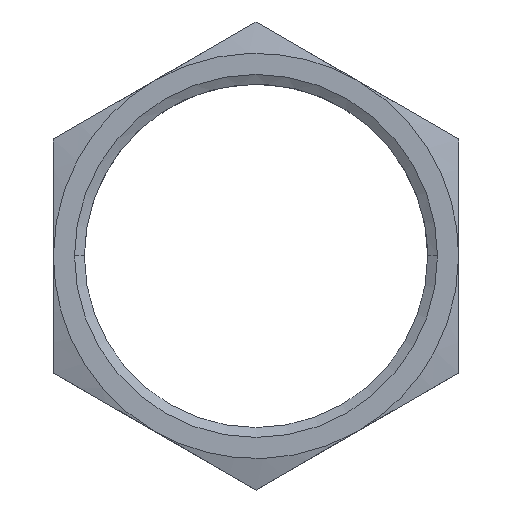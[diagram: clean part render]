
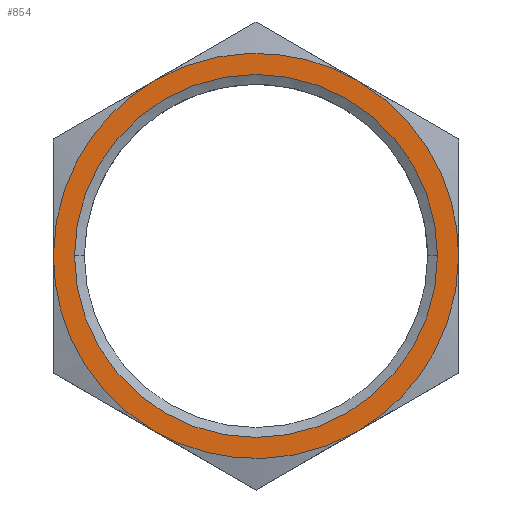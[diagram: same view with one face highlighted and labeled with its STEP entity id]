
A CAD part, top view. The second image highlights one B-rep face of the part: STEP entity #854.
In plain terms, the highlighted planar face has unit normal (0, 0, 1).
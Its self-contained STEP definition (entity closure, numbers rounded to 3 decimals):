
#275=AXIS2_PLACEMENT_3D('Circle Axis2P3D',#273,#274,$) ;
#742=AXIS2_PLACEMENT_3D('Circle Axis2P3D',#740,#741,$) ;
#756=AXIS2_PLACEMENT_3D('Plane Axis2P3D',#753,#754,#755) ;
#270=CARTESIAN_POINT('Vertex',(1.875,20.785,5.7)) ;
#273=CARTESIAN_POINT('Axis2P3D Location',(18.,20.785,5.7)) ;
#277=CARTESIAN_POINT('Vertex',(34.125,20.785,5.7)) ;
#385=CARTESIAN_POINT('Vertex',(9.,5.197,5.7)) ;
#454=CARTESIAN_POINT('Vertex',(0.,20.785,5.7)) ;
#523=CARTESIAN_POINT('Vertex',(9.,36.373,5.7)) ;
#592=CARTESIAN_POINT('Vertex',(27.,36.373,5.7)) ;
#661=CARTESIAN_POINT('Vertex',(36.,20.785,5.7)) ;
#713=CARTESIAN_POINT('Vertex',(27.,5.197,5.7)) ;
#740=CARTESIAN_POINT('Axis2P3D Location',(18.,20.785,5.7)) ;
#753=CARTESIAN_POINT('Axis2P3D Location',(18.,20.785,5.7)) ;
#759=CARTESIAN_POINT('Control Point',(36.,20.785,5.7)) ;
#760=CARTESIAN_POINT('Control Point',(36.,19.122,5.7)) ;
#761=CARTESIAN_POINT('Control Point',(35.808,17.46,5.7)) ;
#762=CARTESIAN_POINT('Control Point',(35.424,15.826,5.7)) ;
#763=CARTESIAN_POINT('Control Point',(34.286,12.678,5.7)) ;
#764=CARTESIAN_POINT('Control Point',(32.46,9.872,5.7)) ;
#765=CARTESIAN_POINT('Control Point',(31.388,8.581,5.7)) ;
#766=CARTESIAN_POINT('Control Point',(29.854,7.117,5.7)) ;
#767=CARTESIAN_POINT('Control Point',(28.134,5.899,5.7)) ;
#768=CARTESIAN_POINT('Control Point',(27.762,5.653,5.7)) ;
#769=CARTESIAN_POINT('Control Point',(27.385,5.419,5.7)) ;
#770=CARTESIAN_POINT('Control Point',(27.,5.197,5.7)) ;
#773=CARTESIAN_POINT('Control Point',(27.,36.373,5.7)) ;
#774=CARTESIAN_POINT('Control Point',(28.44,35.542,5.7)) ;
#775=CARTESIAN_POINT('Control Point',(29.784,34.544,5.7)) ;
#776=CARTESIAN_POINT('Control Point',(31.006,33.395,5.7)) ;
#777=CARTESIAN_POINT('Control Point',(33.164,30.835,5.7)) ;
#778=CARTESIAN_POINT('Control Point',(34.681,27.851,5.7)) ;
#779=CARTESIAN_POINT('Control Point',(35.263,26.278,5.7)) ;
#780=CARTESIAN_POINT('Control Point',(35.764,24.217,5.7)) ;
#781=CARTESIAN_POINT('Control Point',(35.959,22.118,5.7)) ;
#782=CARTESIAN_POINT('Control Point',(35.986,21.673,5.7)) ;
#783=CARTESIAN_POINT('Control Point',(36.,21.229,5.7)) ;
#784=CARTESIAN_POINT('Control Point',(36.,20.785,5.7)) ;
#787=CARTESIAN_POINT('Control Point',(9.,36.373,5.7)) ;
#788=CARTESIAN_POINT('Control Point',(10.44,37.205,5.7)) ;
#789=CARTESIAN_POINT('Control Point',(11.976,37.87,5.7)) ;
#790=CARTESIAN_POINT('Control Point',(13.582,38.354,5.7)) ;
#791=CARTESIAN_POINT('Control Point',(16.878,38.942,5.7)) ;
#792=CARTESIAN_POINT('Control Point',(20.221,38.764,5.7)) ;
#793=CARTESIAN_POINT('Control Point',(21.875,38.482,5.7)) ;
#794=CARTESIAN_POINT('Control Point',(23.91,37.885,5.7)) ;
#795=CARTESIAN_POINT('Control Point',(25.825,37.004,5.7)) ;
#796=CARTESIAN_POINT('Control Point',(26.224,36.806,5.7)) ;
#797=CARTESIAN_POINT('Control Point',(26.615,36.596,5.7)) ;
#798=CARTESIAN_POINT('Control Point',(27.,36.373,5.7)) ;
#801=CARTESIAN_POINT('Control Point',(0.,20.785,5.7)) ;
#802=CARTESIAN_POINT('Control Point',(0.,22.448,5.7)) ;
#803=CARTESIAN_POINT('Control Point',(0.192,24.11,5.7)) ;
#804=CARTESIAN_POINT('Control Point',(0.576,25.744,5.7)) ;
#805=CARTESIAN_POINT('Control Point',(1.714,28.892,5.7)) ;
#806=CARTESIAN_POINT('Control Point',(3.54,31.698,5.7)) ;
#807=CARTESIAN_POINT('Control Point',(4.612,32.989,5.7)) ;
#808=CARTESIAN_POINT('Control Point',(6.146,34.453,5.7)) ;
#809=CARTESIAN_POINT('Control Point',(7.866,35.671,5.7)) ;
#810=CARTESIAN_POINT('Control Point',(8.238,35.917,5.7)) ;
#811=CARTESIAN_POINT('Control Point',(8.615,36.151,5.7)) ;
#812=CARTESIAN_POINT('Control Point',(9.,36.373,5.7)) ;
#815=CARTESIAN_POINT('Control Point',(9.,5.197,5.7)) ;
#816=CARTESIAN_POINT('Control Point',(7.56,6.028,5.7)) ;
#817=CARTESIAN_POINT('Control Point',(6.216,7.026,5.7)) ;
#818=CARTESIAN_POINT('Control Point',(4.994,8.175,5.7)) ;
#819=CARTESIAN_POINT('Control Point',(2.836,10.735,5.7)) ;
#820=CARTESIAN_POINT('Control Point',(1.319,13.719,5.7)) ;
#821=CARTESIAN_POINT('Control Point',(0.737,15.292,5.7)) ;
#822=CARTESIAN_POINT('Control Point',(0.236,17.353,5.7)) ;
#823=CARTESIAN_POINT('Control Point',(0.041,19.452,5.7)) ;
#824=CARTESIAN_POINT('Control Point',(0.014,19.897,5.7)) ;
#825=CARTESIAN_POINT('Control Point',(0.,20.341,5.7)) ;
#826=CARTESIAN_POINT('Control Point',(0.,20.785,5.7)) ;
#829=CARTESIAN_POINT('Control Point',(27.,5.197,5.7)) ;
#830=CARTESIAN_POINT('Control Point',(25.56,4.365,5.7)) ;
#831=CARTESIAN_POINT('Control Point',(24.024,3.7,5.7)) ;
#832=CARTESIAN_POINT('Control Point',(22.418,3.216,5.7)) ;
#833=CARTESIAN_POINT('Control Point',(19.122,2.628,5.7)) ;
#834=CARTESIAN_POINT('Control Point',(15.779,2.806,5.7)) ;
#835=CARTESIAN_POINT('Control Point',(14.125,3.088,5.7)) ;
#836=CARTESIAN_POINT('Control Point',(12.09,3.685,5.7)) ;
#837=CARTESIAN_POINT('Control Point',(10.175,4.566,5.7)) ;
#838=CARTESIAN_POINT('Control Point',(9.776,4.764,5.7)) ;
#839=CARTESIAN_POINT('Control Point',(9.385,4.974,5.7)) ;
#840=CARTESIAN_POINT('Control Point',(9.,5.197,5.7)) ;
#274=DIRECTION('Axis2P3D Direction',(0.,0.,1.)) ;
#741=DIRECTION('Axis2P3D Direction',(0.,0.,1.)) ;
#754=DIRECTION('Axis2P3D Direction',(0.,0.,1.)) ;
#755=DIRECTION('Axis2P3D XDirection',(1.,0.,0.)) ;
#843=ORIENTED_EDGE('',*,*,#771,.F.) ;
#844=ORIENTED_EDGE('',*,*,#785,.F.) ;
#845=ORIENTED_EDGE('',*,*,#799,.F.) ;
#846=ORIENTED_EDGE('',*,*,#813,.F.) ;
#847=ORIENTED_EDGE('',*,*,#827,.F.) ;
#848=ORIENTED_EDGE('',*,*,#841,.F.) ;
#851=ORIENTED_EDGE('',*,*,#279,.T.) ;
#852=ORIENTED_EDGE('',*,*,#744,.T.) ;
#853=FACE_BOUND('',#850,.T.) ;
#854=ADVANCED_FACE('Schnitt-Rotation1',(#849,#853),#757,.T.) ;
#758=B_SPLINE_CURVE_WITH_KNOTS('',5,(#759,#760,#761,#762,#763,#764,#765,#766,#767,#768,#769,#770),.UNSPECIFIED.,.F.,.U.,(6,3,3,6),(0.,11.781,23.562,26.709),.UNSPECIFIED.) ;
#772=B_SPLINE_CURVE_WITH_KNOTS('',5,(#773,#774,#775,#776,#777,#778,#779,#780,#781,#782,#783,#784),.UNSPECIFIED.,.F.,.U.,(6,3,3,6),(0.,11.781,23.562,26.709),.UNSPECIFIED.) ;
#786=B_SPLINE_CURVE_WITH_KNOTS('',5,(#787,#788,#789,#790,#791,#792,#793,#794,#795,#796,#797,#798),.UNSPECIFIED.,.F.,.U.,(6,3,3,6),(0.,11.781,23.562,26.709),.UNSPECIFIED.) ;
#800=B_SPLINE_CURVE_WITH_KNOTS('',5,(#801,#802,#803,#804,#805,#806,#807,#808,#809,#810,#811,#812),.UNSPECIFIED.,.F.,.U.,(6,3,3,6),(0.,11.781,23.562,26.709),.UNSPECIFIED.) ;
#814=B_SPLINE_CURVE_WITH_KNOTS('',5,(#815,#816,#817,#818,#819,#820,#821,#822,#823,#824,#825,#826),.UNSPECIFIED.,.F.,.U.,(6,3,3,6),(0.,11.781,23.562,26.709),.UNSPECIFIED.) ;
#828=B_SPLINE_CURVE_WITH_KNOTS('',5,(#829,#830,#831,#832,#833,#834,#835,#836,#837,#838,#839,#840),.UNSPECIFIED.,.F.,.U.,(6,3,3,6),(0.,11.781,23.562,26.709),.UNSPECIFIED.) ;
#276=CIRCLE('generated circle',#275,16.125) ;
#743=CIRCLE('generated circle',#742,16.125) ;
#279=EDGE_CURVE('',#278,#271,#276,.F.) ;
#744=EDGE_CURVE('',#271,#278,#743,.F.) ;
#771=EDGE_CURVE('',#662,#714,#758,.T.) ;
#785=EDGE_CURVE('',#593,#662,#772,.T.) ;
#799=EDGE_CURVE('',#524,#593,#786,.T.) ;
#813=EDGE_CURVE('',#455,#524,#800,.T.) ;
#827=EDGE_CURVE('',#386,#455,#814,.T.) ;
#841=EDGE_CURVE('',#714,#386,#828,.T.) ;
#842=EDGE_LOOP('',(#843,#844,#845,#846,#847,#848)) ;
#850=EDGE_LOOP('',(#851,#852)) ;
#849=FACE_OUTER_BOUND('',#842,.T.) ;
#757=PLANE('',#756) ;
#271=VERTEX_POINT('',#270) ;
#278=VERTEX_POINT('',#277) ;
#386=VERTEX_POINT('',#385) ;
#455=VERTEX_POINT('',#454) ;
#524=VERTEX_POINT('',#523) ;
#593=VERTEX_POINT('',#592) ;
#662=VERTEX_POINT('',#661) ;
#714=VERTEX_POINT('',#713) ;
